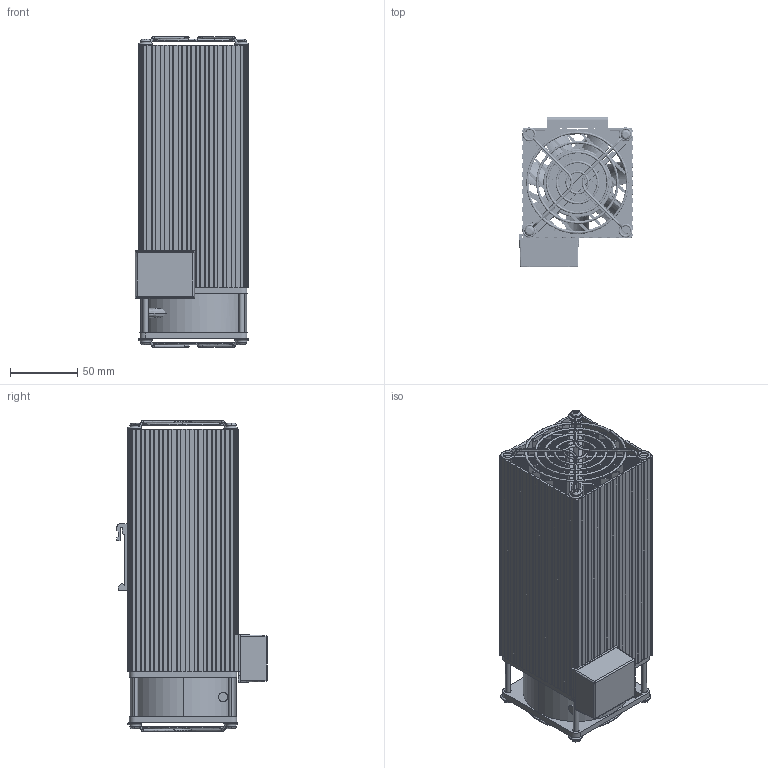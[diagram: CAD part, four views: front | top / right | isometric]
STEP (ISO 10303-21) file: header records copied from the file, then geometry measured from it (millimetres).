
FILE_DESCRIPTION(/* description */ (''),/* implementation_level */ '2;1');
FILE_NAME(/* name */ 'FSHT750',/* time_stamp */ '2014-05-30T15:43:24+02:00',/* author */ (''),/* organization */ (''),/* preprocessor_version */ 'ST-DEVELOPER v10',/* originating_system */ '',/* authorisation */ '');
FILE_SCHEMA (('CONFIG_CONTROL_DESIGN'));
Products named in the file (1): 1
Bounding box: 84.3 x 111.95 x 231 mm (x, y, z)
Volume: 511540 mm3; surface area: 449781.2 mm2
Topology: 84 solids, 84 shells, 2687 faces, 7547 edges, 5010 vertices
Faces by surface type: bspline 1924, plane 763
Entity records: 92024 total; most frequent: CARTESIAN_POINT 49951, ORIENTED_EDGE 15094, EDGE_CURVE 7547, VERTEX_POINT 5010, B_SPLINE_CURVE_WITH_KNOTS 3727, EDGE_LOOP 2729, ADVANCED_FACE 2687, FACE_OUTER_BOUND 2687
